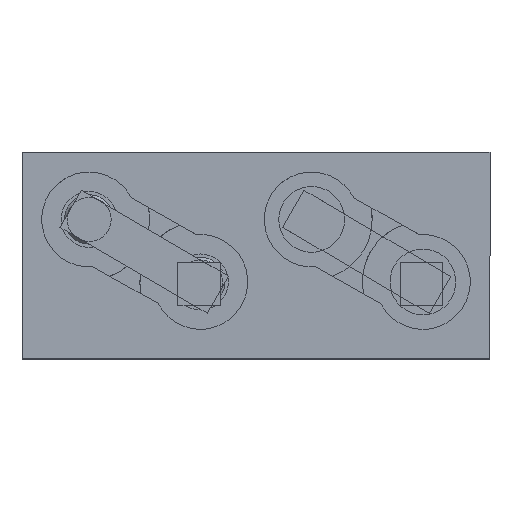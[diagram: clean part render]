
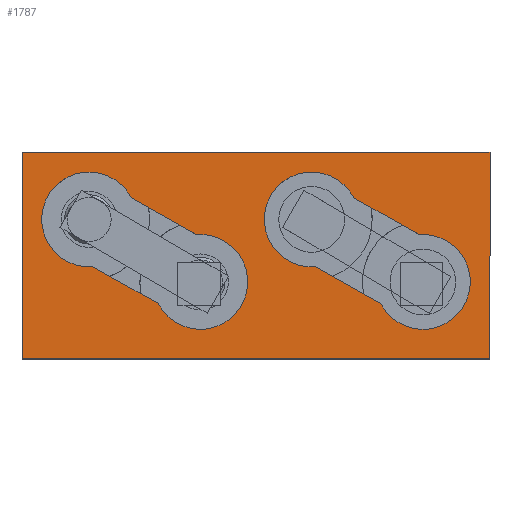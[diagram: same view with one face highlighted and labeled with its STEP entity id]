
A CAD part, top view. The second image highlights one B-rep face of the part: STEP entity #1787.
In plain terms, the highlighted face is planar.
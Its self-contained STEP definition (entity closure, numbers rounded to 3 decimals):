
#108=FACE_BOUND('',#331,.T.);
#109=FACE_BOUND('',#332,.T.);
#139=PLANE('',#2018);
#228=FACE_OUTER_BOUND('',#330,.T.);
#330=EDGE_LOOP('',(#1460,#1461,#1462,#1463));
#331=EDGE_LOOP('',(#1464,#1465,#1466,#1467));
#332=EDGE_LOOP('',(#1468,#1469,#1470,#1471));
#458=LINE('',#2976,#615);
#459=LINE('',#2978,#616);
#460=LINE('',#2980,#617);
#461=LINE('',#2981,#618);
#462=LINE('',#2983,#619);
#463=LINE('',#2986,#620);
#464=LINE('',#2988,#621);
#465=LINE('',#2990,#622);
#615=VECTOR('',#2415,1000.);
#616=VECTOR('',#2416,1000.);
#617=VECTOR('',#2417,1000.);
#618=VECTOR('',#2418,1000.);
#619=VECTOR('',#2419,1000.);
#620=VECTOR('',#2422,1000.);
#621=VECTOR('',#2423,1000.);
#622=VECTOR('',#2424,1000.);
#750=CIRCLE('',#1983,7.2);
#752=CIRCLE('',#1986,7.2);
#778=CIRCLE('',#2019,7.2);
#779=CIRCLE('',#2020,7.2);
#866=VERTEX_POINT('',#2895);
#867=VERTEX_POINT('',#2896);
#870=VERTEX_POINT('',#2904);
#871=VERTEX_POINT('',#2905);
#899=VERTEX_POINT('',#2974);
#900=VERTEX_POINT('',#2975);
#901=VERTEX_POINT('',#2977);
#902=VERTEX_POINT('',#2979);
#903=VERTEX_POINT('',#2982);
#904=VERTEX_POINT('',#2984);
#905=VERTEX_POINT('',#2987);
#906=VERTEX_POINT('',#2989);
#1063=EDGE_CURVE('',#866,#867,#750,.T.);
#1067=EDGE_CURVE('',#870,#871,#752,.T.);
#1101=EDGE_CURVE('',#899,#900,#458,.T.);
#1102=EDGE_CURVE('',#901,#899,#459,.T.);
#1103=EDGE_CURVE('',#902,#901,#460,.T.);
#1104=EDGE_CURVE('',#900,#902,#461,.T.);
#1105=EDGE_CURVE('',#903,#866,#462,.T.);
#1106=EDGE_CURVE('',#904,#903,#778,.T.);
#1107=EDGE_CURVE('',#867,#904,#463,.T.);
#1108=EDGE_CURVE('',#871,#905,#464,.T.);
#1109=EDGE_CURVE('',#906,#870,#465,.T.);
#1110=EDGE_CURVE('',#905,#906,#779,.T.);
#1460=ORIENTED_EDGE('',*,*,#1101,.F.);
#1461=ORIENTED_EDGE('',*,*,#1102,.F.);
#1462=ORIENTED_EDGE('',*,*,#1103,.F.);
#1463=ORIENTED_EDGE('',*,*,#1104,.F.);
#1464=ORIENTED_EDGE('',*,*,#1063,.F.);
#1465=ORIENTED_EDGE('',*,*,#1105,.F.);
#1466=ORIENTED_EDGE('',*,*,#1106,.F.);
#1467=ORIENTED_EDGE('',*,*,#1107,.F.);
#1468=ORIENTED_EDGE('',*,*,#1108,.F.);
#1469=ORIENTED_EDGE('',*,*,#1067,.F.);
#1470=ORIENTED_EDGE('',*,*,#1109,.F.);
#1471=ORIENTED_EDGE('',*,*,#1110,.F.);
#1787=ADVANCED_FACE('',(#228,#108,#109),#139,.F.);
#1983=AXIS2_PLACEMENT_3D('',#2897,#2333,#2334);
#1986=AXIS2_PLACEMENT_3D('',#2906,#2341,#2342);
#2018=AXIS2_PLACEMENT_3D('',#2973,#2413,#2414);
#2019=AXIS2_PLACEMENT_3D('',#2985,#2420,#2421);
#2020=AXIS2_PLACEMENT_3D('',#2991,#2425,#2426);
#2333=DIRECTION('center_axis',(0.,1.,0.));
#2334=DIRECTION('ref_axis',(-1.,0.,0.));
#2341=DIRECTION('center_axis',(0.,1.,0.));
#2342=DIRECTION('ref_axis',(-1.,0.,0.));
#2413=DIRECTION('center_axis',(0.,-1.,0.));
#2414=DIRECTION('ref_axis',(-1.,0.,0.));
#2415=DIRECTION('',(-1.,0.,0.));
#2416=DIRECTION('',(0.,0.,1.));
#2417=DIRECTION('',(1.,0.,0.));
#2418=DIRECTION('',(0.,0.,-1.));
#2419=DIRECTION('',(-0.872,0.,-0.49));
#2420=DIRECTION('center_axis',(0.,1.,0.));
#2421=DIRECTION('ref_axis',(-1.,0.,0.));
#2422=DIRECTION('',(0.872,0.,0.49));
#2423=DIRECTION('',(0.872,0.,0.49));
#2424=DIRECTION('',(-0.872,0.,-0.49));
#2425=DIRECTION('center_axis',(0.,1.,0.));
#2426=DIRECTION('ref_axis',(-1.,0.,0.));
#2895=CARTESIAN_POINT('',(6.408,66.15,-3.282));
#2896=CARTESIAN_POINT('',(0.532,66.15,7.18));
#2897=CARTESIAN_POINT('Origin',(0.,66.15,0.));
#2904=CARTESIAN_POINT('',(40.238,66.15,-3.282));
#2905=CARTESIAN_POINT('',(34.362,66.15,7.18));
#2906=CARTESIAN_POINT('Origin',(33.83,66.15,0.));
#2973=CARTESIAN_POINT('Origin',(0.,66.15,0.));
#2974=CARTESIAN_POINT('',(60.944,66.15,19.7));
#2975=CARTESIAN_POINT('',(-10.2,66.15,19.7));
#2976=CARTESIAN_POINT('',(0.,66.15,19.7));
#2977=CARTESIAN_POINT('',(60.944,66.15,-11.7));
#2978=CARTESIAN_POINT('',(60.944,66.15,0.));
#2979=CARTESIAN_POINT('',(-10.2,66.15,-11.7));
#2980=CARTESIAN_POINT('',(0.,66.15,-11.7));
#2981=CARTESIAN_POINT('',(-10.2,66.15,0.));
#2982=CARTESIAN_POINT('',(16.383,66.15,2.32));
#2983=CARTESIAN_POINT('',(16.383,66.15,2.32));
#2984=CARTESIAN_POINT('',(10.507,66.15,12.782));
#2985=CARTESIAN_POINT('Origin',(16.915,66.15,9.5));
#2986=CARTESIAN_POINT('',(0.532,66.15,7.18));
#2987=CARTESIAN_POINT('',(44.336,66.15,12.782));
#2988=CARTESIAN_POINT('',(34.362,66.15,7.18));
#2989=CARTESIAN_POINT('',(50.212,66.15,2.32));
#2990=CARTESIAN_POINT('',(50.212,66.15,2.32));
#2991=CARTESIAN_POINT('Origin',(50.744,66.15,9.5));
